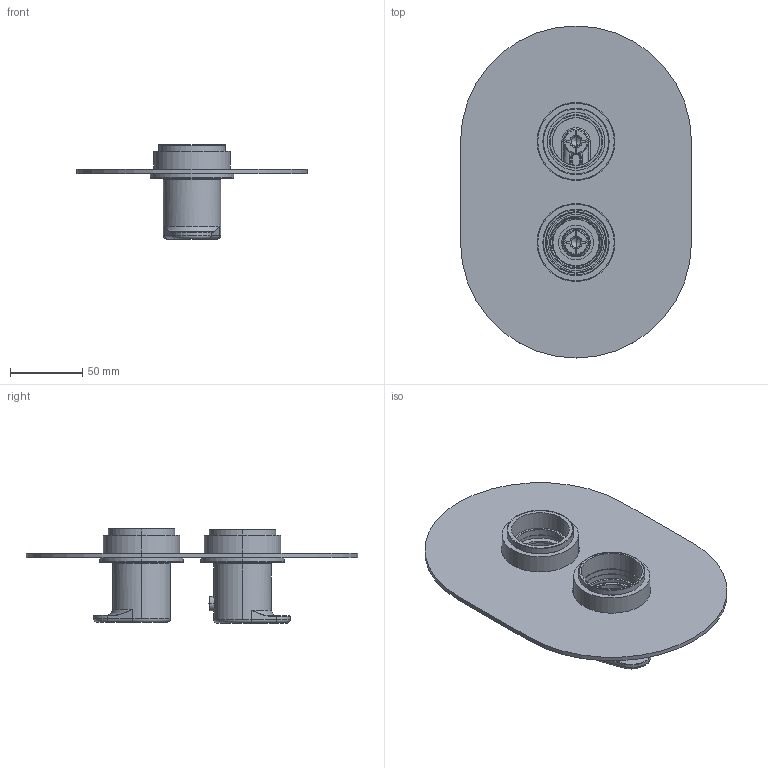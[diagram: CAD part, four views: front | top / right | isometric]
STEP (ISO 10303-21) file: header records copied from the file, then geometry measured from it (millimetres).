
FILE_DESCRIPTION((''),'2;1');
FILE_NAME('LV018100_ASM','2020-12-29T',('mauriziog'),(''),'PRO/ENGINEER BY PARAMETRIC TECHNOLOGY CORPORATION, 2004280','PRO/ENGINEER BY PARAMETRIC TECHNOLOGY CORPORATION, 2004280','');
FILE_SCHEMA(('CONFIG_CONTROL_DESIGN'));
Length unit declared in the file: millimetre
Products named in the file (15): LI_05; CP_17; RA_17; PG_18; CP_18; PI_47; 32358; PU_05; PE_15; MO_14; IN_05; 021_H301L6_ASM; 32359; 027_H301_ASM; LV018100_ASM
Assembly tree (17 placements, depth 3):
  LV018100_ASM
    LI_05
    CP_17
    RA_17  x2
    PG_18  x2
    CP_18
    PI_47
    021_H301L6_ASM
      32358
      PU_05
      PE_15
      MO_14
      IN_05
    027_H301_ASM
      32359
      IN_05
Bounding box: 160 x 230 x 65.3 mm (x, y, z)
Volume: 164150.1 mm3; surface area: 137777 mm2
Topology: 15 solids, 29 shells, 1354 faces, 3535 edges, 2235 vertices
Faces by surface type: plane 760, cylinder 405, torus 92, cone 56, bspline 39, sphere 2
Entity records: 38111 total; most frequent: CARTESIAN_POINT 10914, DIRECTION 5731, ORIENTED_EDGE 5624, EDGE_CURVE 2833, AXIS2_PLACEMENT_3D 2116, VERTEX_POINT 1797, VECTOR 1499, LINE 1499
